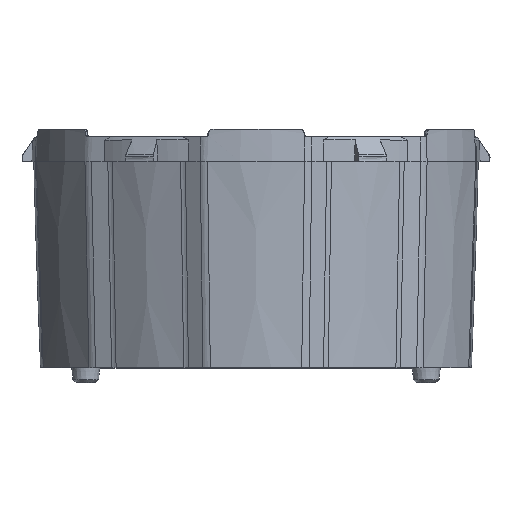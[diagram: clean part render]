
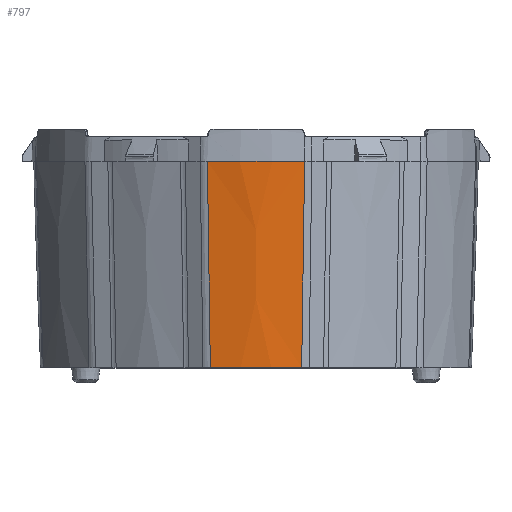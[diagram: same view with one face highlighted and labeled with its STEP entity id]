
A CAD part, top view. The second image highlights one B-rep face of the part: STEP entity #797.
In plain terms, the highlighted conical face has half-angle 1.9 degrees and reference radius 22.662 mm.
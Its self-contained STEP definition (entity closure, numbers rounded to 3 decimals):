
#797=ADVANCED_FACE('',(#1936),#1937,.T.);
#1936=FACE_OUTER_BOUND('',#4423,.T.);
#1937=CONICAL_SURFACE('',#4424,22.662,0.033);
#4423=EDGE_LOOP('',(#7915,#7916,#7917,#7918));
#4424=AXIS2_PLACEMENT_3D('',#7919,#7920,#7921);
#7915=ORIENTED_EDGE('',*,*,#10846,.T.);
#7916=ORIENTED_EDGE('',*,*,#11661,.T.);
#7917=ORIENTED_EDGE('',*,*,#11521,.T.);
#7918=ORIENTED_EDGE('',*,*,#11662,.F.);
#7919=CARTESIAN_POINT('',(0.,-1.15,0.));
#7920=DIRECTION('',(0.,1.0,0.));
#7921=DIRECTION('',(-0.866,0.,0.5));
#10846=EDGE_CURVE('',#12553,#12551,#12554,.T.);
#11521=EDGE_CURVE('',#13716,#13717,#13718,.T.);
#11661=EDGE_CURVE('',#12551,#13716,#13924,.F.);
#11662=EDGE_CURVE('',#12553,#13717,#13925,.T.);
#12551=VERTEX_POINT('',#15101);
#12553=VERTEX_POINT('',#15114);
#12554=B_SPLINE_CURVE_WITH_KNOTS('',3,(#15115,#15116,#15117,#15118),.UNSPECIFIED.,.F.,.F.,(4,4),(0.0,0.021),.UNSPECIFIED.);
#13716=VERTEX_POINT('',#17857);
#13717=VERTEX_POINT('',#17858);
#13718=B_SPLINE_CURVE_WITH_KNOTS('',3,(#17859,#17860,#17861,#17862),.UNSPECIFIED.,.F.,.F.,(4,4),(0.,0.021),.UNSPECIFIED.);
#13924=CIRCLE('',#18372,22.672);
#13925=CIRCLE('',#18373,23.364);
#15101=CARTESIAN_POINT('',(-4.624,-0.85,22.195));
#15114=CARTESIAN_POINT('',(-4.92,20.0,22.84));
#15115=CARTESIAN_POINT('',(-4.92,20.0,22.84));
#15116=CARTESIAN_POINT('',(-4.821,13.05,22.625));
#15117=CARTESIAN_POINT('',(-4.723,6.1,22.41));
#15118=CARTESIAN_POINT('',(-4.624,-0.85,22.195));
#17857=CARTESIAN_POINT('',(4.624,-0.85,22.195));
#17858=CARTESIAN_POINT('',(4.92,20.0,22.84));
#17859=CARTESIAN_POINT('',(4.624,-0.85,22.195));
#17860=CARTESIAN_POINT('',(4.723,6.1,22.41));
#17861=CARTESIAN_POINT('',(4.821,13.05,22.625));
#17862=CARTESIAN_POINT('',(4.92,20.0,22.84));
#18372=AXIS2_PLACEMENT_3D('',#21578,#21579,#21580);
#18373=AXIS2_PLACEMENT_3D('',#21581,#21582,#21583);
#21578=CARTESIAN_POINT('',(0.,-0.85,0.));
#21579=DIRECTION('',(0.0,-1.0,0.0));
#21580=DIRECTION('',(0.0,0.0,-1.0));
#21581=CARTESIAN_POINT('',(0.,20.0,0.));
#21582=DIRECTION('',(0.,1.0,0.));
#21583=DIRECTION('',(-0.866,0.,0.5));
